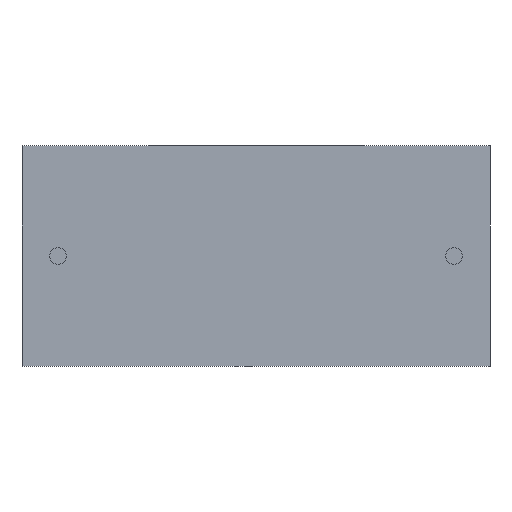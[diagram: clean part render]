
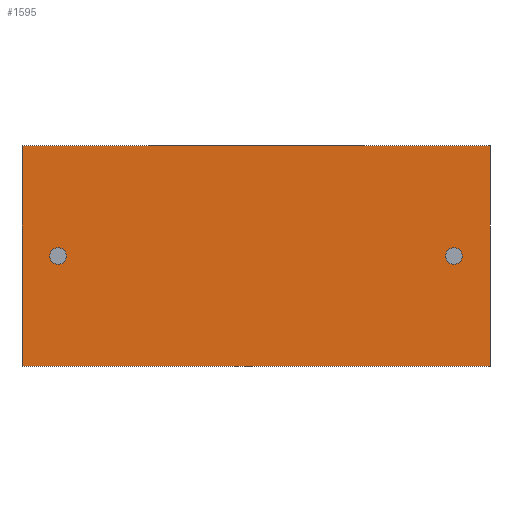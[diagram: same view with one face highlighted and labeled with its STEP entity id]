
A CAD part, front view. The second image highlights one B-rep face of the part: STEP entity #1595.
In plain terms, the highlighted planar face has unit normal (0, -1, 0).
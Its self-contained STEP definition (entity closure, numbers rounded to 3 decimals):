
#8 = CARTESIAN_POINT ( 'NONE',  ( 0., 0., 11.3 ) ) ;
#15 = LINE ( 'NONE', #1495, #1126 ) ;
#41 = AXIS2_PLACEMENT_3D ( 'NONE', #1371, #432, #1757 ) ;
#133 = VERTEX_POINT ( 'NONE', #2359 ) ;
#135 = DIRECTION ( 'NONE',  ( 0., 0., -1. ) ) ;
#205 = CARTESIAN_POINT ( 'NONE',  ( 22.15, 0., 6.075 ) ) ;
#219 = VECTOR ( 'NONE', #1144, 1000. ) ;
#290 = FACE_BOUND ( 'NONE', #2344, .T. ) ;
#350 = ORIENTED_EDGE ( 'NONE', *, *, #522, .T. ) ;
#351 = DIRECTION ( 'NONE',  ( 1., 0., 0. ) ) ;
#360 = CARTESIAN_POINT ( 'NONE',  ( 22.15, 0., 5.65 ) ) ;
#373 = CIRCLE ( 'NONE', #1324, 0.425 ) ;
#380 = FACE_BOUND ( 'NONE', #1117, .T. ) ;
#432 = DIRECTION ( 'NONE',  ( 0., -1., 0. ) ) ;
#457 = VERTEX_POINT ( 'NONE', #2233 ) ;
#522 = EDGE_CURVE ( 'NONE', #2456, #1590, #524, .T. ) ;
#524 = CIRCLE ( 'NONE', #1196, 0.425 ) ;
#552 = LINE ( 'NONE', #2476, #1612 ) ;
#640 = LINE ( 'NONE', #903, #880 ) ;
#681 = CARTESIAN_POINT ( 'NONE',  ( 22.15, 0., 5.225 ) ) ;
#694 = DIRECTION ( 'NONE',  ( 0., -1., 0. ) ) ;
#697 = EDGE_CURVE ( 'NONE', #1590, #2456, #1766, .T. ) ;
#704 = DIRECTION ( 'NONE',  ( 0., 1., 0. ) ) ;
#705 = EDGE_CURVE ( 'NONE', #1632, #457, #15, .T. ) ;
#765 = CARTESIAN_POINT ( 'NONE',  ( 0., 0., 11.3 ) ) ;
#880 = VECTOR ( 'NONE', #135, 1000. ) ;
#903 = CARTESIAN_POINT ( 'NONE',  ( 24., 0., 11.3 ) ) ;
#942 = ORIENTED_EDGE ( 'NONE', *, *, #2248, .T. ) ;
#952 = DIRECTION ( 'NONE',  ( 0., 0., -1. ) ) ;
#998 = EDGE_CURVE ( 'NONE', #133, #457, #640, .T. ) ;
#1117 = EDGE_LOOP ( 'NONE', ( #2111, #350 ) ) ;
#1126 = VECTOR ( 'NONE', #351, 1000. ) ;
#1130 = VERTEX_POINT ( 'NONE', #1772 ) ;
#1142 = VERTEX_POINT ( 'NONE', #8 ) ;
#1144 = DIRECTION ( 'NONE',  ( 0., 0., -1. ) ) ;
#1153 = DIRECTION ( 'NONE',  ( 0., 1., 0. ) ) ;
#1167 = ORIENTED_EDGE ( 'NONE', *, *, #1537, .F. ) ;
#1196 = AXIS2_PLACEMENT_3D ( 'NONE', #1280, #704, #1456 ) ;
#1246 = LINE ( 'NONE', #1420, #219 ) ;
#1280 = CARTESIAN_POINT ( 'NONE',  ( 22.15, 0., 5.65 ) ) ;
#1324 = AXIS2_PLACEMENT_3D ( 'NONE', #1848, #694, #2049 ) ;
#1371 = CARTESIAN_POINT ( 'NONE',  ( 1.85, 0., 5.65 ) ) ;
#1378 = ORIENTED_EDGE ( 'NONE', *, *, #705, .T. ) ;
#1420 = CARTESIAN_POINT ( 'NONE',  ( 0., 0., 11.3 ) ) ;
#1456 = DIRECTION ( 'NONE',  ( 0., 0., -1. ) ) ;
#1479 = VERTEX_POINT ( 'NONE', #1701 ) ;
#1495 = CARTESIAN_POINT ( 'NONE',  ( 0., 0., 0. ) ) ;
#1532 = ORIENTED_EDGE ( 'NONE', *, *, #998, .F. ) ;
#1537 = EDGE_CURVE ( 'NONE', #1130, #1479, #1694, .T. ) ;
#1538 = PLANE ( 'NONE',  #1814 ) ;
#1544 = DIRECTION ( 'NONE',  ( 0., 1., 0. ) ) ;
#1590 = VERTEX_POINT ( 'NONE', #205 ) ;
#1591 = EDGE_LOOP ( 'NONE', ( #1378, #1532, #2051, #942 ) ) ;
#1595 = ADVANCED_FACE ( 'NONE', ( #380, #2336, #290 ), #1538, .F. ) ;
#1612 = VECTOR ( 'NONE', #2178, 1000. ) ;
#1632 = VERTEX_POINT ( 'NONE', #2340 ) ;
#1668 = ORIENTED_EDGE ( 'NONE', *, *, #2216, .F. ) ;
#1694 = CIRCLE ( 'NONE', #41, 0.425 ) ;
#1701 = CARTESIAN_POINT ( 'NONE',  ( 1.85, 0., 5.225 ) ) ;
#1757 = DIRECTION ( 'NONE',  ( 0., 0., 1. ) ) ;
#1766 = CIRCLE ( 'NONE', #2397, 0.425 ) ;
#1772 = CARTESIAN_POINT ( 'NONE',  ( 1.85, 0., 6.075 ) ) ;
#1814 = AXIS2_PLACEMENT_3D ( 'NONE', #765, #1153, #2320 ) ;
#1848 = CARTESIAN_POINT ( 'NONE',  ( 1.85, 0., 5.65 ) ) ;
#2049 = DIRECTION ( 'NONE',  ( 0., 0., 1. ) ) ;
#2051 = ORIENTED_EDGE ( 'NONE', *, *, #2436, .F. ) ;
#2111 = ORIENTED_EDGE ( 'NONE', *, *, #697, .T. ) ;
#2178 = DIRECTION ( 'NONE',  ( 1., 0., 0. ) ) ;
#2216 = EDGE_CURVE ( 'NONE', #1479, #1130, #373, .T. ) ;
#2233 = CARTESIAN_POINT ( 'NONE',  ( 24., 0., 0. ) ) ;
#2248 = EDGE_CURVE ( 'NONE', #1142, #1632, #1246, .T. ) ;
#2320 = DIRECTION ( 'NONE',  ( 0., 0., 1. ) ) ;
#2336 = FACE_OUTER_BOUND ( 'NONE', #1591, .T. ) ;
#2340 = CARTESIAN_POINT ( 'NONE',  ( 0., 0., 0. ) ) ;
#2344 = EDGE_LOOP ( 'NONE', ( #1167, #1668 ) ) ;
#2359 = CARTESIAN_POINT ( 'NONE',  ( 24., 0., 11.3 ) ) ;
#2397 = AXIS2_PLACEMENT_3D ( 'NONE', #360, #1544, #952 ) ;
#2436 = EDGE_CURVE ( 'NONE', #1142, #133, #552, .T. ) ;
#2456 = VERTEX_POINT ( 'NONE', #681 ) ;
#2476 = CARTESIAN_POINT ( 'NONE',  ( 0., 0., 11.3 ) ) ;
